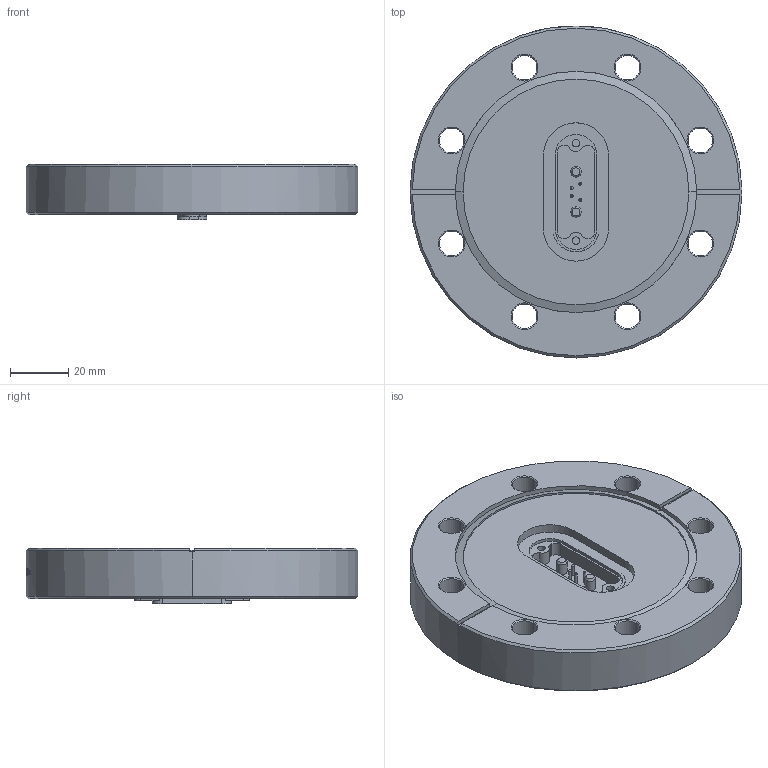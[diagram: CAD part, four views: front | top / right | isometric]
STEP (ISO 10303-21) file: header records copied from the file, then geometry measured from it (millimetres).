
FILE_DESCRIPTION(/* description */ ('Alibre Inc.'),/* implementation_level */ '2;1');
FILE_NAME(/* name */ 'export0',/* time_stamp */ '2010-01-13T14:18:19-08:00',/* author */ (''),/* organization */ (''),/* preprocessor_version */ 'ST-DEVELOPER v10',/* originating_system */ 'Alibre',/* authorisation */ '');
FILE_SCHEMA (('CONFIG_CONTROL_DESIGN'));
Length unit declared in the file: centimetre
Products named in the file (1): ID_1
Bounding box: 113.54 x 113.54 x 19.02 mm (x, y, z)
Volume: 154132.2 mm3; surface area: 31986.8 mm2
Topology: 1 solids, 1 shells, 466 faces, 1192 edges, 781 vertices
Faces by surface type: plane 175, bspline 140, cylinder 100, cone 42, torus 8, sphere 1
Full cylindrical faces by diameter (mm): 0.94 x8, 1.016 x4, 2.565 x4, 3.607 x4
Entity records: 38226 total; most frequent: CARTESIAN_POINT 28387, ORIENTED_EDGE 2296, DIRECTION 1401, EDGE_CURVE 1148, VERTEX_POINT 769, AXIS2_PLACEMENT_3D 621, EDGE_LOOP 569, FACE_BOUND 569
